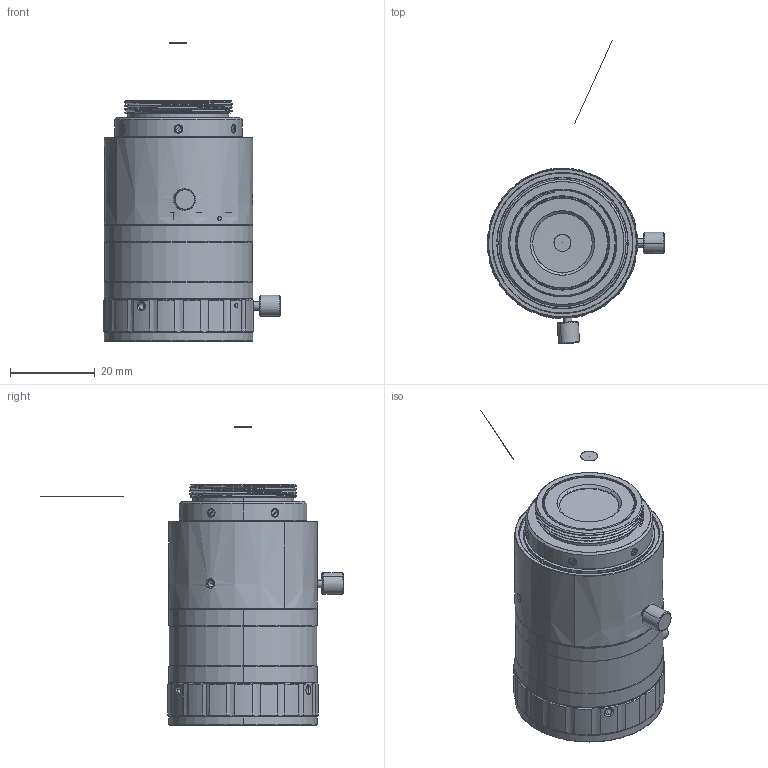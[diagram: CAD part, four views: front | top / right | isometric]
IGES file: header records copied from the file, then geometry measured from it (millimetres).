
Start section: SolidWorks IGES file using analytic representation for surfaces
Global section: file name: MFA230-S50.IGS; native system: SolidWorks 2017; preprocessor: SolidWorks 2017; author: wendy; date: 201201.154347; units: millimetre
Bounding box: 41.85 x 71.56 x 70.25 mm (x, y, z)
Surface area: 35318.1 mm2 (no closed solid volume)
Topology: 0 solids, 0 shells, 922 faces, 14303 edges, 14285 vertices
Faces by surface type: revolution 598, bspline 324
